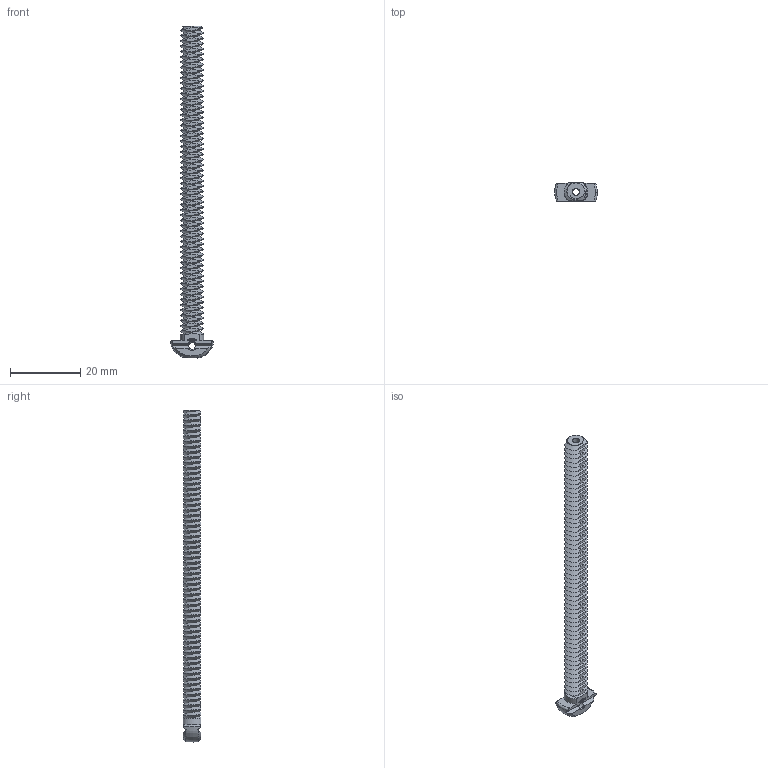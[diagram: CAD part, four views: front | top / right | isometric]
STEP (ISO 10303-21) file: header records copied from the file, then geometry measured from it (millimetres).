
FILE_DESCRIPTION(('FreeCAD Model'),'2;1');
FILE_NAME('Open CASCADE Shape Model','2023-10-26T20:39:07',(''),(''), 'Open CASCADE STEP processor 7.6','FreeCAD','Unknown');
FILE_SCHEMA(('AUTOMOTIVE_DESIGN { 1 0 10303 214 1 1 1 1 }'));
Products named in the file (1): Screw FL-RH RHD BU06.75 - SPN-SCR-0107 (stemfie.org)
Bounding box: 12.2 x 5 x 94.35 mm (x, y, z)
Volume: 1838.4 mm3; surface area: 3450.9 mm2
Topology: 1 solids, 1 shells, 749 faces, 2096 edges, 1376 vertices
Faces by surface type: plane 438, extrusion 168, bspline 123, cone 10, cylinder 6, torus 3, revolution 1
Full cylindrical faces by diameter (mm): 2 x2, 2.001 x1
Entity records: 91603 total; most frequent: CARTESIAN_POINT 54140, DIRECTION 5143, ORIENTED_EDGE 4192, PCURVE 4192, DEFINITIONAL_REPRESENTATION 4192, VECTOR 4089, LINE 3921, B_SPLINE_CURVE_WITH_KNOTS 2447
